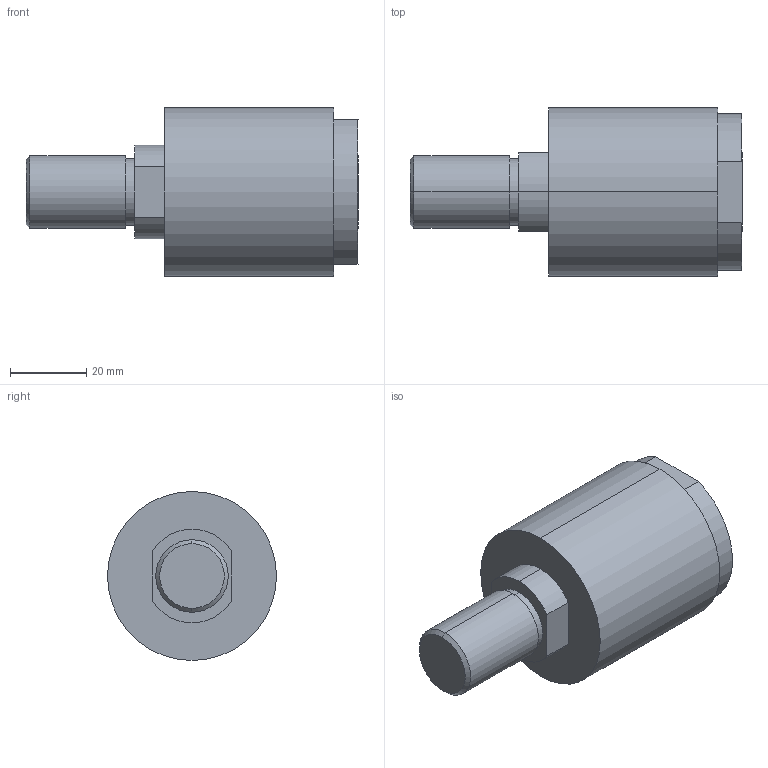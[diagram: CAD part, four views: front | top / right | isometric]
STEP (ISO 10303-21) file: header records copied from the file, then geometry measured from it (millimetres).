
FILE_DESCRIPTION(/* description */ (''),/* implementation_level */ '2;1');
FILE_NAME(/* name */ 'Ac750.stp',/* time_stamp */ '2019-09-03T07:39:33-04:00',/* author */ (''),/* organization */ (''),/* preprocessor_version */ 'ST-DEVELOPER v16',/* originating_system */ 'SIEMENS PLM Software NX 11.0',/* authorisation */ '');
FILE_SCHEMA (('AUTOMOTIVE_DESIGN { 1 0 10303 214 3 1 1 1 }'));
Length unit declared in the file: millimetre
Products named in the file (1): model1
Bounding box: 87.31 x 44.45 x 44.45 mm (x, y, z)
Volume: 80608.6 mm3; surface area: 14192.7 mm2
Topology: 1 solids, 3 shells, 55 faces, 130 edges, 86 vertices
Faces by surface type: plane 39, cylinder 14, cone 2
Entity records: 1598 total; most frequent: DIRECTION 272, CARTESIAN_POINT 272, ORIENTED_EDGE 260, EDGE_CURVE 130, LINE 100, VECTOR 100, VERTEX_POINT 86, AXIS2_PLACEMENT_3D 86
